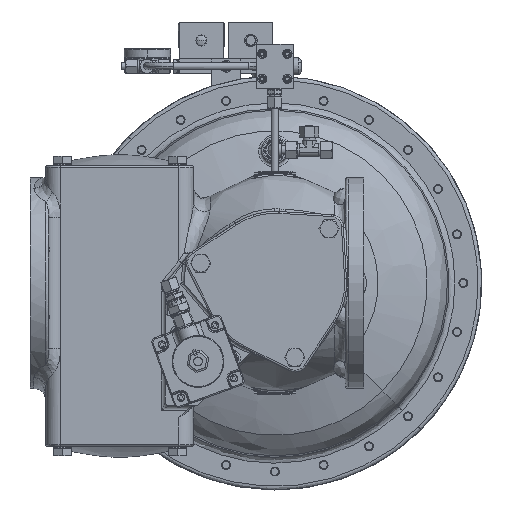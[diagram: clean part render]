
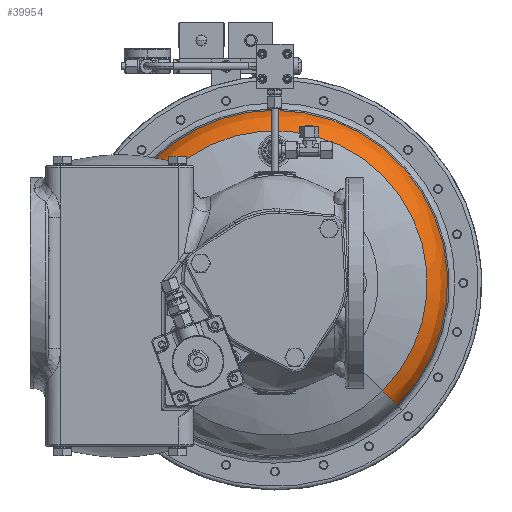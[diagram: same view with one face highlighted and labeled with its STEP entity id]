
A CAD part, front view. The second image highlights one B-rep face of the part: STEP entity #39954.
In plain terms, the highlighted free-form (B-spline) face has degree [3, 3] with [4, 4] control points.
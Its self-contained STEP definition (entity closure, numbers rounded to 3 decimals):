
#1256 = CARTESIAN_POINT ( 'NONE',  ( 496.115, 298.254, 165.372 ) ) ;
#2029 = CARTESIAN_POINT ( 'NONE',  ( 145.831, 261.846, -145.831 ) ) ;
#7467 = CARTESIAN_POINT ( 'NONE',  ( 0., 298.254, 0. ) ) ;
#11498 = CIRCLE ( 'NONE', #157699, 50. ) ;
#15484 = CARTESIAN_POINT ( 'NONE',  ( 165.372, 298.254, -165.372 ) ) ;
#18624 = CARTESIAN_POINT ( 'NONE',  ( -165.372, 298.254, 165.372 ) ) ;
#19411 = CARTESIAN_POINT ( 'NONE',  ( -163.352, 282.055, 163.352 ) ) ;
#23383 = DIRECTION ( 'NONE',  ( -0.707, 0., -0.707 ) ) ;
#25722 = DIRECTION ( 'NONE',  ( 0.707, 0., -0.707 ) ) ;
#26437 = CIRCLE ( 'NONE', #218028, 50. ) ;
#37683 = CARTESIAN_POINT ( 'NONE',  ( 490.056, 282.055, 163.352 ) ) ;
#39954 = ADVANCED_FACE ( 'NONE', ( #62255 ), #92099, .T. ) ;
#40187 = CARTESIAN_POINT ( 'NONE',  ( 0., 261.846, 0. ) ) ;
#41345 = VERTEX_POINT ( 'NONE', #15484 ) ;
#47084 = AXIS2_PLACEMENT_3D ( 'NONE', #168114, #60562, #185934 ) ;
#54087 = CIRCLE ( 'NONE', #57133, 206.236 ) ;
#55803 = CARTESIAN_POINT ( 'NONE',  ( -156.32, 268.953, 156.32 ) ) ;
#57133 = AXIS2_PLACEMENT_3D ( 'NONE', #40187, #165912, #58289 ) ;
#58289 = DIRECTION ( 'NONE',  ( 0.707, 0., -0.707 ) ) ;
#60562 = DIRECTION ( 'NONE',  ( 0., -1., 0. ) ) ;
#62255 = FACE_OUTER_BOUND ( 'NONE', #205184, .T. ) ;
#72305 = EDGE_CURVE ( 'NONE', #111047, #147781, #54087, .T. ) ;
#73913 = CARTESIAN_POINT ( 'NONE',  ( 468.96, 268.953, 156.32 ) ) ;
#77634 = CARTESIAN_POINT ( 'NONE',  ( -130.554, 306.937, 130.554 ) ) ;
#80308 = EDGE_CURVE ( 'NONE', #81044, #178777, #189673, .T. ) ;
#80642 = EDGE_CURVE ( 'NONE', #178777, #147781, #26437, .T. ) ;
#81044 = VERTEX_POINT ( 'NONE', #164566 ) ;
#82296 = EDGE_CURVE ( 'NONE', #41345, #111047, #11498, .T. ) ;
#82368 = EDGE_CURVE ( 'NONE', #41345, #81044, #144151, .T. ) ;
#85527 = ORIENTED_EDGE ( 'NONE', *, *, #82296, .F. ) ;
#92064 = CARTESIAN_POINT ( 'NONE',  ( -145.831, 261.846, 145.831 ) ) ;
#92099 =( BOUNDED_SURFACE ( )  B_SPLINE_SURFACE ( 3, 3, ( 
 ( #18624, #109422, #1256, #127484 ),
 ( #19411, #145550, #37683, #163445 ),
 ( #55803, #181292, #73913, #199146 ),
 ( #92064, #216907, #110191, #2029 ) ),
 .UNSPECIFIED., .F., .F., .F. ) 
 B_SPLINE_SURFACE_WITH_KNOTS ( ( 4, 4 ),
 ( 4, 4 ),
 ( 0., 1. ),
 ( 0., 1. ),
 .UNSPECIFIED. ) 
 GEOMETRIC_REPRESENTATION_ITEM ( )  RATIONAL_B_SPLINE_SURFACE ( (
 ( 1., 0.333, 0.333, 1.),
 ( 0.926, 0.309, 0.309, 0.926),
 ( 0.926, 0.309, 0.309, 0.926),
 ( 1., 0.333, 0.333, 1.) ) ) 
 REPRESENTATION_ITEM ( '' )  SURFACE ( )  );
#95735 = DIRECTION ( 'NONE',  ( -0.707, 0., 0.707 ) ) ;
#96840 = CARTESIAN_POINT ( 'NONE',  ( -145.831, 261.846, 145.831 ) ) ;
#109422 = CARTESIAN_POINT ( 'NONE',  ( 165.372, 298.254, 496.115 ) ) ;
#110191 = CARTESIAN_POINT ( 'NONE',  ( 437.492, 261.846, 145.831 ) ) ;
#111047 = VERTEX_POINT ( 'NONE', #230383 ) ;
#120342 = ORIENTED_EDGE ( 'NONE', *, *, #72305, .F. ) ;
#127484 = CARTESIAN_POINT ( 'NONE',  ( 165.372, 298.254, -165.372 ) ) ;
#131434 = CARTESIAN_POINT ( 'NONE',  ( 130.554, 306.937, -130.554 ) ) ;
#132835 = ORIENTED_EDGE ( 'NONE', *, *, #80308, .T. ) ;
#133721 = DIRECTION ( 'NONE',  ( 0., -1., 0. ) ) ;
#144151 = CIRCLE ( 'NONE', #193305, 233.871 ) ;
#145550 = CARTESIAN_POINT ( 'NONE',  ( 163.352, 282.055, 490.056 ) ) ;
#147781 = VERTEX_POINT ( 'NONE', #96840 ) ;
#149457 = DIRECTION ( 'NONE',  ( 0.707, 0., -0.707 ) ) ;
#157699 = AXIS2_PLACEMENT_3D ( 'NONE', #131434, #23383, #149457 ) ;
#157809 = CARTESIAN_POINT ( 'NONE',  ( -165.372, 298.254, 165.372 ) ) ;
#163445 = CARTESIAN_POINT ( 'NONE',  ( 163.352, 282.055, -163.352 ) ) ;
#164566 = CARTESIAN_POINT ( 'NONE',  ( 0., 298.254, 233.871 ) ) ;
#165912 = DIRECTION ( 'NONE',  ( 0., -1., 0. ) ) ;
#168114 = CARTESIAN_POINT ( 'NONE',  ( 0., 298.254, 0. ) ) ;
#178777 = VERTEX_POINT ( 'NONE', #157809 ) ;
#181292 = CARTESIAN_POINT ( 'NONE',  ( 156.32, 268.953, 468.96 ) ) ;
#185934 = DIRECTION ( 'NONE',  ( 0.707, 0., -0.707 ) ) ;
#187839 = ORIENTED_EDGE ( 'NONE', *, *, #82368, .T. ) ;
#189673 = CIRCLE ( 'NONE', #47084, 233.871 ) ;
#193305 = AXIS2_PLACEMENT_3D ( 'NONE', #7467, #133721, #25722 ) ;
#199146 = CARTESIAN_POINT ( 'NONE',  ( 156.32, 268.953, -156.32 ) ) ;
#202753 = DIRECTION ( 'NONE',  ( 0.707, 0., 0.707 ) ) ;
#205184 = EDGE_LOOP ( 'NONE', ( #132835, #231788, #120342, #85527, #187839 ) ) ;
#216907 = CARTESIAN_POINT ( 'NONE',  ( 145.831, 261.846, 437.492 ) ) ;
#218028 = AXIS2_PLACEMENT_3D ( 'NONE', #77634, #202753, #95735 ) ;
#230383 = CARTESIAN_POINT ( 'NONE',  ( 145.831, 261.846, -145.831 ) ) ;
#231788 = ORIENTED_EDGE ( 'NONE', *, *, #80642, .T. ) ;
